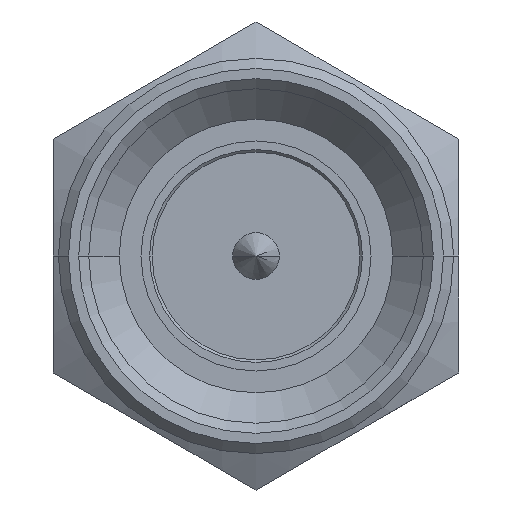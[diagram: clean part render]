
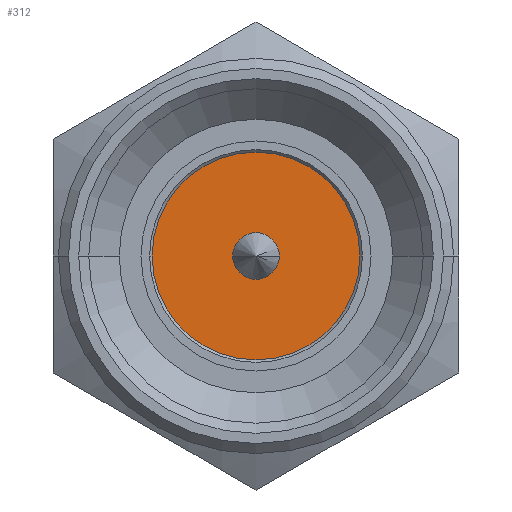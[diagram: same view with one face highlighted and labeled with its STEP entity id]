
A CAD part, left-side view. The second image highlights one B-rep face of the part: STEP entity #312.
In plain terms, the highlighted planar face has unit normal (-1, 0, 0).
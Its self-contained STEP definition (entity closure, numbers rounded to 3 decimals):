
#60 = VERTEX_POINT ( 'NONE', #1408 ) ;
#114 = VERTEX_POINT ( 'NONE', #721 ) ;
#122 = EDGE_CURVE ( 'NONE', #246, #114, #803, .T. ) ;
#166 = FACE_BOUND ( 'NONE', #1231, .T. ) ;
#228 = ORIENTED_EDGE ( 'NONE', *, *, #600, .F. ) ;
#246 = VERTEX_POINT ( 'NONE', #997 ) ;
#253 = PLANE ( 'NONE',  #548 ) ;
#256 = ORIENTED_EDGE ( 'NONE', *, *, #733, .F. ) ;
#267 = DIRECTION ( 'NONE',  ( 0., -1., 0. ) ) ;
#279 = ORIENTED_EDGE ( 'NONE', *, *, #1471, .T. ) ;
#312 = ADVANCED_FACE ( 'NONE', ( #890, #166 ), #253, .T. ) ;
#313 = CARTESIAN_POINT ( 'NONE',  ( 2.95, 0., 0. ) ) ;
#317 = DIRECTION ( 'NONE',  ( -1., 0., 0. ) ) ;
#386 = DIRECTION ( 'NONE',  ( 0., -1., 0. ) ) ;
#390 = CARTESIAN_POINT ( 'NONE',  ( 2.95, 0., 0. ) ) ;
#458 = CARTESIAN_POINT ( 'NONE',  ( 2.95, 0.46, 0. ) ) ;
#548 = AXIS2_PLACEMENT_3D ( 'NONE', #390, #1105, #901 ) ;
#600 = EDGE_CURVE ( 'NONE', #613, #60, #1362, .T. ) ;
#613 = VERTEX_POINT ( 'NONE', #458 ) ;
#715 = CIRCLE ( 'NONE', #1469, 2.05 ) ;
#721 = CARTESIAN_POINT ( 'NONE',  ( 2.95, -2.05, 0. ) ) ;
#733 = EDGE_CURVE ( 'NONE', #60, #613, #1172, .T. ) ;
#762 = DIRECTION ( 'NONE',  ( -1., 0., 0. ) ) ;
#783 = AXIS2_PLACEMENT_3D ( 'NONE', #313, #317, #386 ) ;
#803 = CIRCLE ( 'NONE', #1268, 2.05 ) ;
#890 = FACE_OUTER_BOUND ( 'NONE', #1202, .T. ) ;
#901 = DIRECTION ( 'NONE',  ( 0., -1., 0. ) ) ;
#997 = CARTESIAN_POINT ( 'NONE',  ( 2.95, 2.05, 0. ) ) ;
#1091 = CARTESIAN_POINT ( 'NONE',  ( 2.95, 0., 0. ) ) ;
#1096 = DIRECTION ( 'NONE',  ( -1., 0., 0. ) ) ;
#1099 = DIRECTION ( 'NONE',  ( 0., -1., 0. ) ) ;
#1103 = ORIENTED_EDGE ( 'NONE', *, *, #122, .T. ) ;
#1105 = DIRECTION ( 'NONE',  ( -1., 0., 0. ) ) ;
#1172 = CIRCLE ( 'NONE', #1587, 0.46 ) ;
#1202 = EDGE_LOOP ( 'NONE', ( #279, #1103 ) ) ;
#1231 = EDGE_LOOP ( 'NONE', ( #256, #228 ) ) ;
#1268 = AXIS2_PLACEMENT_3D ( 'NONE', #1310, #762, #267 ) ;
#1310 = CARTESIAN_POINT ( 'NONE',  ( 2.95, 0., 0. ) ) ;
#1362 = CIRCLE ( 'NONE', #783, 0.46 ) ;
#1383 = CARTESIAN_POINT ( 'NONE',  ( 2.95, 0., 0. ) ) ;
#1389 = DIRECTION ( 'NONE',  ( -1., 0., 0. ) ) ;
#1392 = DIRECTION ( 'NONE',  ( 0., -1., 0. ) ) ;
#1408 = CARTESIAN_POINT ( 'NONE',  ( 2.95, -0.46, 0. ) ) ;
#1469 = AXIS2_PLACEMENT_3D ( 'NONE', #1091, #1096, #1099 ) ;
#1471 = EDGE_CURVE ( 'NONE', #114, #246, #715, .T. ) ;
#1587 = AXIS2_PLACEMENT_3D ( 'NONE', #1383, #1389, #1392 ) ;
